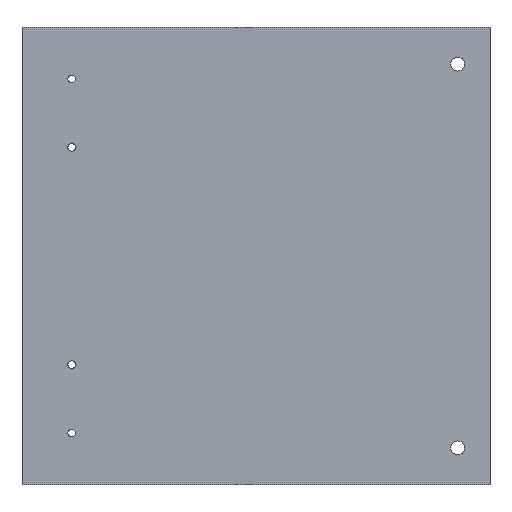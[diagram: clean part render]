
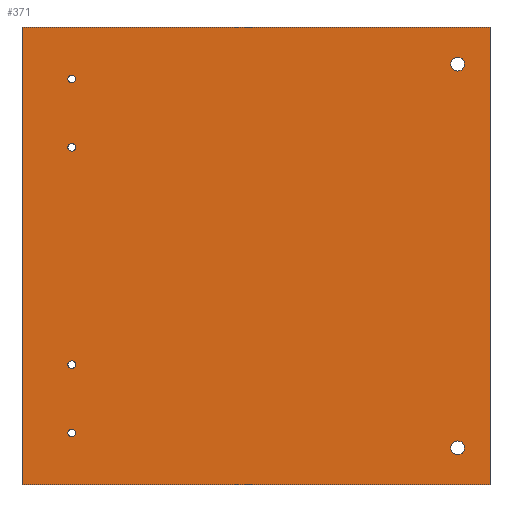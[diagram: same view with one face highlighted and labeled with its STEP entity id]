
A CAD part, top view. The second image highlights one B-rep face of the part: STEP entity #371.
In plain terms, the highlighted planar face has unit normal (0, 0, 1).
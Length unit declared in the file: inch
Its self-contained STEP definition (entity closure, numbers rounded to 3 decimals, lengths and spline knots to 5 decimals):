
#55=CARTESIAN_POINT('',(3.81395,3.5095,0.08));
#56=VERTEX_POINT('',#55);
#57=CARTESIAN_POINT('',(3.68895,3.5095,0.08));
#58=DIRECTION('',(0.0,0.0,-1.0));
#59=DIRECTION('',(-1.0,0.0,0.0));
#60=AXIS2_PLACEMENT_3D('',#57,#58,#59);
#61=CIRCLE('',#60,0.125);
#62=EDGE_CURVE('',#56,#56,#61,.T.);
#83=CARTESIAN_POINT('',(3.81395,-3.5095,0.08));
#84=VERTEX_POINT('',#83);
#85=CARTESIAN_POINT('',(3.68895,-3.5095,0.08));
#86=DIRECTION('',(0.0,0.0,-1.0));
#87=DIRECTION('',(-1.0,0.0,0.0));
#88=AXIS2_PLACEMENT_3D('',#85,#86,#87);
#89=CIRCLE('',#88,0.125);
#90=EDGE_CURVE('',#84,#84,#89,.T.);
#111=CARTESIAN_POINT('',(-3.30125,3.2378,0.08));
#112=VERTEX_POINT('',#111);
#113=CARTESIAN_POINT('',(-3.37125,3.2378,0.08));
#114=DIRECTION('',(0.0,0.0,-1.0));
#115=DIRECTION('',(-1.0,0.0,0.0));
#116=AXIS2_PLACEMENT_3D('',#113,#114,#115);
#117=CIRCLE('',#116,0.07);
#118=EDGE_CURVE('',#112,#112,#117,.T.);
#139=CARTESIAN_POINT('',(-3.30125,1.9878,0.08));
#140=VERTEX_POINT('',#139);
#141=CARTESIAN_POINT('',(-3.37125,1.9878,0.08));
#142=DIRECTION('',(0.0,0.0,-1.0));
#143=DIRECTION('',(-1.0,0.0,0.0));
#144=AXIS2_PLACEMENT_3D('',#141,#142,#143);
#145=CIRCLE('',#144,0.07);
#146=EDGE_CURVE('',#140,#140,#145,.T.);
#167=CARTESIAN_POINT('',(-3.30125,-1.9878,0.08));
#168=VERTEX_POINT('',#167);
#169=CARTESIAN_POINT('',(-3.37125,-1.9878,0.08));
#170=DIRECTION('',(0.0,0.0,-1.0));
#171=DIRECTION('',(-1.0,0.0,0.0));
#172=AXIS2_PLACEMENT_3D('',#169,#170,#171);
#173=CIRCLE('',#172,0.07);
#174=EDGE_CURVE('',#168,#168,#173,.T.);
#195=CARTESIAN_POINT('',(-3.30125,-3.2378,0.08));
#196=VERTEX_POINT('',#195);
#197=CARTESIAN_POINT('',(-3.37125,-3.2378,0.08));
#198=DIRECTION('',(0.0,0.0,-1.0));
#199=DIRECTION('',(-1.0,0.0,0.0));
#200=AXIS2_PLACEMENT_3D('',#197,#198,#199);
#201=CIRCLE('',#200,0.07);
#202=EDGE_CURVE('',#196,#196,#201,.T.);
#223=CARTESIAN_POINT('',(4.28125,-4.1875,0.08));
#224=VERTEX_POINT('',#223);
#225=CARTESIAN_POINT('',(-4.28125,-4.1875,0.08));
#226=VERTEX_POINT('',#225);
#227=CARTESIAN_POINT('',(4.28125,-4.1875,0.08));
#228=DIRECTION('',(-1.0,0.0,0.0));
#229=VECTOR('',#228,8.5625);
#230=LINE('',#227,#229);
#231=EDGE_CURVE('',#224,#226,#230,.T.);
#263=CARTESIAN_POINT('',(-4.28125,4.1875,0.08));
#264=VERTEX_POINT('',#263);
#265=CARTESIAN_POINT('',(-4.28125,-4.1875,0.08));
#266=DIRECTION('',(0.0,1.0,0.0));
#267=VECTOR('',#266,8.375);
#268=LINE('',#265,#267);
#269=EDGE_CURVE('',#226,#264,#268,.T.);
#294=CARTESIAN_POINT('',(4.28125,4.1875,0.08));
#295=VERTEX_POINT('',#294);
#296=CARTESIAN_POINT('',(-4.28125,4.1875,0.08));
#297=DIRECTION('',(1.0,0.0,0.0));
#298=VECTOR('',#297,8.5625);
#299=LINE('',#296,#298);
#300=EDGE_CURVE('',#264,#295,#299,.T.);
#325=CARTESIAN_POINT('',(4.28125,4.1875,0.08));
#326=DIRECTION('',(0.0,-1.0,0.0));
#327=VECTOR('',#326,8.375);
#328=LINE('',#325,#327);
#329=EDGE_CURVE('',#295,#224,#328,.T.);
#342=CARTESIAN_POINT('',(0.0,0.0,0.08));
#343=DIRECTION('',(0.0,0.0,1.0));
#344=DIRECTION('',(1.0,0.0,0.0));
#345=AXIS2_PLACEMENT_3D('',#342,#343,#344);
#346=PLANE('',#345);
#347=ORIENTED_EDGE('',*,*,#231,.F.);
#348=ORIENTED_EDGE('',*,*,#329,.F.);
#349=ORIENTED_EDGE('',*,*,#300,.F.);
#350=ORIENTED_EDGE('',*,*,#269,.F.);
#351=EDGE_LOOP('',(#347,#348,#349,#350));
#352=FACE_OUTER_BOUND('',#351,.T.);
#353=ORIENTED_EDGE('',*,*,#62,.T.);
#354=EDGE_LOOP('',(#353));
#355=FACE_BOUND('',#354,.T.);
#356=ORIENTED_EDGE('',*,*,#90,.T.);
#357=EDGE_LOOP('',(#356));
#358=FACE_BOUND('',#357,.T.);
#359=ORIENTED_EDGE('',*,*,#118,.T.);
#360=EDGE_LOOP('',(#359));
#361=FACE_BOUND('',#360,.T.);
#362=ORIENTED_EDGE('',*,*,#146,.T.);
#363=EDGE_LOOP('',(#362));
#364=FACE_BOUND('',#363,.T.);
#365=ORIENTED_EDGE('',*,*,#174,.T.);
#366=EDGE_LOOP('',(#365));
#367=FACE_BOUND('',#366,.T.);
#368=ORIENTED_EDGE('',*,*,#202,.T.);
#369=EDGE_LOOP('',(#368));
#370=FACE_BOUND('',#369,.T.);
#371=ADVANCED_FACE('',(#352,#355,#358,#361,#364,#367,#370),#346,.T.);
